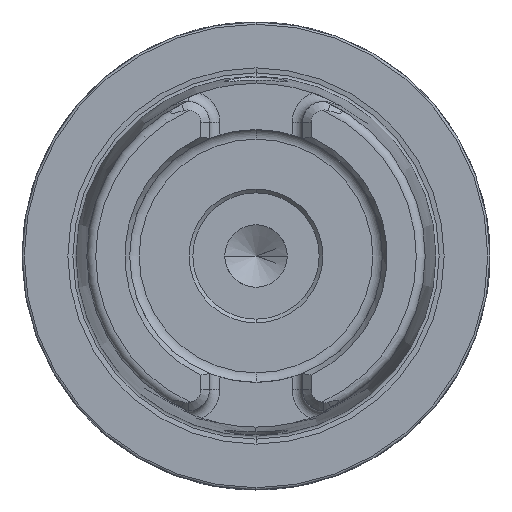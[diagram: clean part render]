
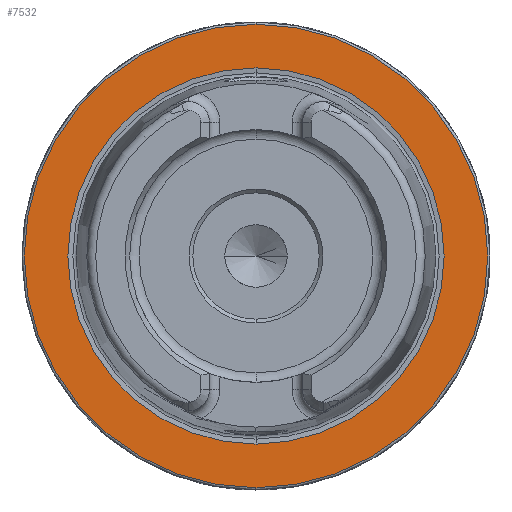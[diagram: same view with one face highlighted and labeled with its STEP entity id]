
A CAD part, left-side view. The second image highlights one B-rep face of the part: STEP entity #7532.
In plain terms, the highlighted planar face has unit normal (-1, 0, 0).
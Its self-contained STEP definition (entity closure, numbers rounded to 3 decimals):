
#942 = ORIENTED_EDGE ( 'NONE', *, *, #2142, .F. ) ;
#1054 = DIRECTION ( 'NONE',  ( -1., 0., 0. ) ) ;
#1465 = CARTESIAN_POINT ( 'NONE',  ( 0., 0., 0. ) ) ;
#1534 = CIRCLE ( 'NONE', #13967, 25.324 ) ;
#2142 = EDGE_CURVE ( 'NONE', #11380, #4805, #1534, .T. ) ;
#3671 = CARTESIAN_POINT ( 'NONE',  ( 0., 0., 0. ) ) ;
#3918 = AXIS2_PLACEMENT_3D ( 'NONE', #4964, #6174, #16233 ) ;
#4391 = CARTESIAN_POINT ( 'NONE',  ( 0., 0., 0. ) ) ;
#4548 = DIRECTION ( 'NONE',  ( 0., 0., 1. ) ) ;
#4732 = CARTESIAN_POINT ( 'NONE',  ( 0., 0., -31.2 ) ) ;
#4805 = VERTEX_POINT ( 'NONE', #14326 ) ;
#4964 = CARTESIAN_POINT ( 'NONE',  ( 0., 31.2, 0. ) ) ;
#5131 = CARTESIAN_POINT ( 'NONE',  ( 0., 0., 0. ) ) ;
#5975 = ORIENTED_EDGE ( 'NONE', *, *, #14692, .T. ) ;
#6174 = DIRECTION ( 'NONE',  ( 1., 0., 0. ) ) ;
#6708 = ORIENTED_EDGE ( 'NONE', *, *, #11204, .T. ) ;
#6762 = CARTESIAN_POINT ( 'NONE',  ( 0., 0., -25.324 ) ) ;
#6797 = CIRCLE ( 'NONE', #11390, 31.2 ) ;
#7480 = VERTEX_POINT ( 'NONE', #14706 ) ;
#7532 = ADVANCED_FACE ( 'NONE', ( #8313, #15589 ), #11021, .F. ) ;
#7849 = DIRECTION ( 'NONE',  ( 0., 0., 1. ) ) ;
#8313 = FACE_BOUND ( 'NONE', #13511, .T. ) ;
#9297 = EDGE_LOOP ( 'NONE', ( #5975, #6708 ) ) ;
#11021 = PLANE ( 'NONE',  #3918 ) ;
#11204 = EDGE_CURVE ( 'NONE', #15039, #7480, #6797, .T. ) ;
#11380 = VERTEX_POINT ( 'NONE', #6762 ) ;
#11390 = AXIS2_PLACEMENT_3D ( 'NONE', #5131, #11641, #11591 ) ;
#11591 = DIRECTION ( 'NONE',  ( 0., 0., 1. ) ) ;
#11641 = DIRECTION ( 'NONE',  ( -1., 0., 0. ) ) ;
#11955 = CIRCLE ( 'NONE', #13962, 25.324 ) ;
#11994 = CIRCLE ( 'NONE', #14935, 31.2 ) ;
#13511 = EDGE_LOOP ( 'NONE', ( #15242, #942 ) ) ;
#13962 = AXIS2_PLACEMENT_3D ( 'NONE', #4391, #14454, #4548 ) ;
#13967 = AXIS2_PLACEMENT_3D ( 'NONE', #1465, #15376, #7849 ) ;
#14326 = CARTESIAN_POINT ( 'NONE',  ( 0., 0., 25.324 ) ) ;
#14454 = DIRECTION ( 'NONE',  ( -1., 0., 0. ) ) ;
#14692 = EDGE_CURVE ( 'NONE', #7480, #15039, #11994, .T. ) ;
#14706 = CARTESIAN_POINT ( 'NONE',  ( 0., 0., 31.2 ) ) ;
#14801 = DIRECTION ( 'NONE',  ( 0., 0., 1. ) ) ;
#14935 = AXIS2_PLACEMENT_3D ( 'NONE', #3671, #1054, #14801 ) ;
#15039 = VERTEX_POINT ( 'NONE', #4732 ) ;
#15242 = ORIENTED_EDGE ( 'NONE', *, *, #15547, .F. ) ;
#15376 = DIRECTION ( 'NONE',  ( -1., 0., 0. ) ) ;
#15547 = EDGE_CURVE ( 'NONE', #4805, #11380, #11955, .T. ) ;
#15589 = FACE_OUTER_BOUND ( 'NONE', #9297, .T. ) ;
#16233 = DIRECTION ( 'NONE',  ( 0., 0., -1. ) ) ;
